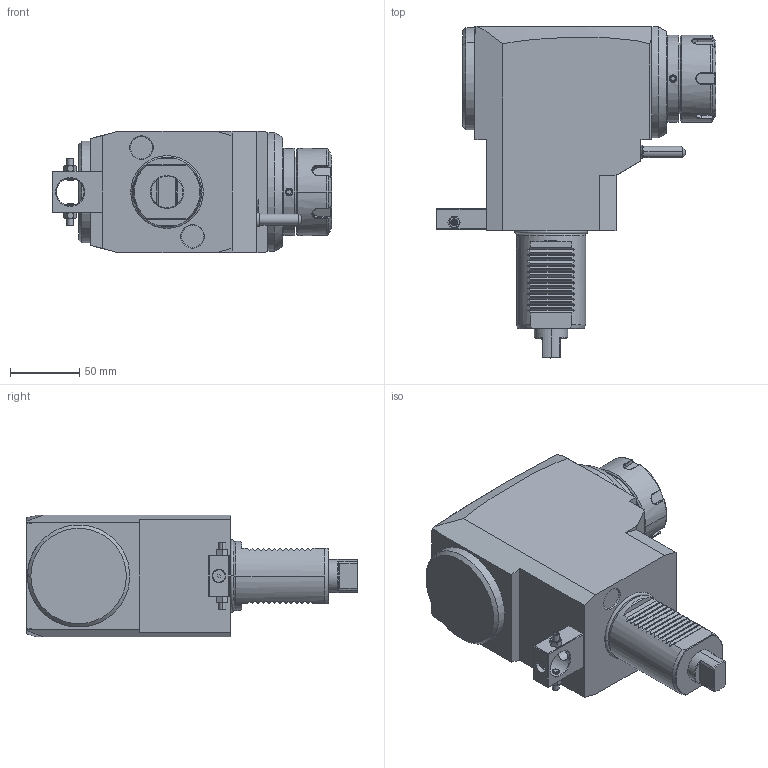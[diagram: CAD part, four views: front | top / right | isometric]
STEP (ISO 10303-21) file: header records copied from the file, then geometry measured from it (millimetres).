
FILE_DESCRIPTION((''),'2;1');
FILE_NAME('NGT1_50_221_40_1_3_110','2023-04-07T',('vali'),('NOVA GRUP'),'PRO/ENGINEER BY PARAMETRIC TECHNOLOGY CORPORATION, 2010280','PRO/ENGINEER BY PARAMETRIC TECHNOLOGY CORPORATION, 2010280','');
FILE_SCHEMA(('CONFIG_CONTROL_DESIGN'));
Length unit declared in the file: millimetre
Products named in the file (1): NGT1_50_221_40_1_3_110
Bounding box: 202.1 x 240 x 88 mm (x, y, z)
Volume: 1823946.6 mm3; surface area: 114979.6 mm2
Topology: 1 solids, 1 shells, 468 faces, 1208 edges, 753 vertices
Faces by surface type: plane 247, cylinder 103, cone 62, bspline 40, torus 12, extrusion 2, sphere 2
Entity records: 20979 total; most frequent: CARTESIAN_POINT 10436, ORIENTED_EDGE 2392, DIRECTION 1819, EDGE_CURVE 1196, VERTEX_POINT 753, AXIS2_PLACEMENT_3D 610, VECTOR 599, LINE 597
